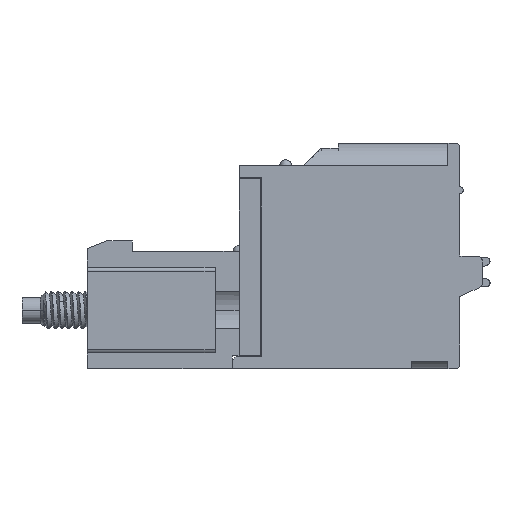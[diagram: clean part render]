
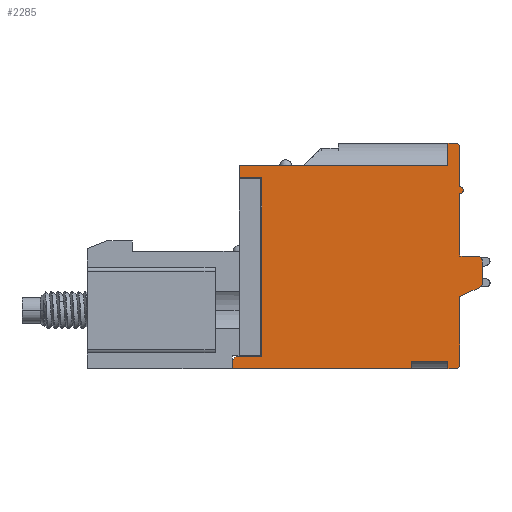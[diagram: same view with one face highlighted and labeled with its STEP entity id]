
A CAD part, left-side view. The second image highlights one B-rep face of the part: STEP entity #2285.
In plain terms, the highlighted planar face has unit normal (-1, 0, 0).
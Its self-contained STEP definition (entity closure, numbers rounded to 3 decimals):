
#2056=CARTESIAN_POINT('',(-15.54,17.84,-2.3));
#2057=VERTEX_POINT('',#2056);
#2065=CARTESIAN_POINT('',(-15.54,17.84,-14.2));
#2066=VERTEX_POINT('',#2065);
#2073=CARTESIAN_POINT('',(-15.54,17.84,-14.2));
#2074=DIRECTION('',(0.,0.,1.));
#2075=VECTOR('',#2074,11.9);
#2076=LINE('',#2073,#2075);
#2077=EDGE_CURVE('',#2066,#2057,#2076,.T.);
#2082=CARTESIAN_POINT('',(-15.54,3.14,-7.5));
#2083=DIRECTION('',(0.,-1.,0.));
#2084=DIRECTION('',(-1.,0.,0.));
#2085=AXIS2_PLACEMENT_3D('',#2082,#2084,#2083);
#2086=PLANE('',#2085);
#2087=CARTESIAN_POINT('',(-15.54,19.79,-15.));
#2088=VERTEX_POINT('',#2087);
#2089=CARTESIAN_POINT('',(-15.54,7.84,-15.));
#2090=VERTEX_POINT('',#2089);
#2091=CARTESIAN_POINT('',(-15.54,19.79,-15.));
#2092=DIRECTION('',(0.,-1.,0.));
#2093=VECTOR('',#2092,11.95);
#2094=LINE('',#2091,#2093);
#2095=EDGE_CURVE('',#2088,#2090,#2094,.T.);
#2096=ORIENTED_EDGE('',*,*,#2095,.T.);
#2097=CARTESIAN_POINT('',(-15.54,7.84,-14.5));
#2098=VERTEX_POINT('',#2097);
#2099=CARTESIAN_POINT('',(-15.54,7.84,-15.));
#2100=DIRECTION('',(0.,0.,1.));
#2101=VECTOR('',#2100,0.5);
#2102=LINE('',#2099,#2101);
#2103=EDGE_CURVE('',#2090,#2098,#2102,.T.);
#2104=ORIENTED_EDGE('',*,*,#2103,.T.);
#2105=CARTESIAN_POINT('',(-15.54,5.44,-14.5));
#2106=VERTEX_POINT('',#2105);
#2107=CARTESIAN_POINT('',(-15.54,7.84,-14.5));
#2108=DIRECTION('',(0.,-1.,0.));
#2109=VECTOR('',#2108,2.4);
#2110=LINE('',#2107,#2109);
#2111=EDGE_CURVE('',#2098,#2106,#2110,.T.);
#2112=ORIENTED_EDGE('',*,*,#2111,.T.);
#2113=CARTESIAN_POINT('',(-15.54,5.44,-15.));
#2114=VERTEX_POINT('',#2113);
#2115=CARTESIAN_POINT('',(-15.54,5.44,-14.5));
#2116=DIRECTION('',(0.,0.,-1.));
#2117=VECTOR('',#2116,0.5);
#2118=LINE('',#2115,#2117);
#2119=EDGE_CURVE('',#2106,#2114,#2118,.T.);
#2120=ORIENTED_EDGE('',*,*,#2119,.T.);
#2121=CARTESIAN_POINT('',(-15.54,4.94,-15.));
#2122=VERTEX_POINT('',#2121);
#2123=CARTESIAN_POINT('',(-15.54,5.44,-15.));
#2124=DIRECTION('',(0.,-1.,0.));
#2125=VECTOR('',#2124,0.5);
#2126=LINE('',#2123,#2125);
#2127=EDGE_CURVE('',#2114,#2122,#2126,.T.);
#2128=ORIENTED_EDGE('',*,*,#2127,.T.);
#2129=CARTESIAN_POINT('',(-15.54,4.64,-14.7));
#2130=VERTEX_POINT('',#2129);
#2131=CARTESIAN_POINT('',(-15.54,4.94,-14.7));
#2132=DIRECTION('',(0.,0.,-1.));
#2133=DIRECTION('',(-1.,0.,0.));
#2134=AXIS2_PLACEMENT_3D('',#2131,#2133,#2132);
#2135=CIRCLE('',#2134,0.3);
#2136=EDGE_CURVE('',#2122,#2130,#2135,.T.);
#2137=ORIENTED_EDGE('',*,*,#2136,.T.);
#2138=CARTESIAN_POINT('',(-15.54,4.64,-10.2));
#2139=VERTEX_POINT('',#2138);
#2140=CARTESIAN_POINT('',(-15.54,4.64,-14.7));
#2141=DIRECTION('',(0.,0.,1.));
#2142=VECTOR('',#2141,4.5);
#2143=LINE('',#2140,#2142);
#2144=EDGE_CURVE('',#2130,#2139,#2143,.T.);
#2145=ORIENTED_EDGE('',*,*,#2144,.T.);
#2146=CARTESIAN_POINT('',(-15.54,3.371,-9.608));
#2147=VERTEX_POINT('',#2146);
#2148=CARTESIAN_POINT('',(-15.54,4.64,-10.2));
#2149=DIRECTION('',(0.,-0.906,0.423));
#2150=VECTOR('',#2149,1.401);
#2151=LINE('',#2148,#2150);
#2152=EDGE_CURVE('',#2139,#2147,#2151,.T.);
#2153=ORIENTED_EDGE('',*,*,#2152,.T.);
#2154=CARTESIAN_POINT('',(-15.54,3.14,-9.245));
#2155=VERTEX_POINT('',#2154);
#2156=CARTESIAN_POINT('',(-15.54,3.54,-9.245));
#2157=DIRECTION('',(0.,-0.423,-0.906));
#2158=DIRECTION('',(-1.,0.,0.));
#2159=AXIS2_PLACEMENT_3D('',#2156,#2158,#2157);
#2160=CIRCLE('',#2159,0.4);
#2161=EDGE_CURVE('',#2147,#2155,#2160,.T.);
#2162=ORIENTED_EDGE('',*,*,#2161,.T.);
#2163=CARTESIAN_POINT('',(-15.54,3.14,-7.9));
#2164=VERTEX_POINT('',#2163);
#2165=CARTESIAN_POINT('',(-15.54,3.14,-9.245));
#2166=DIRECTION('',(0.,0.,1.));
#2167=VECTOR('',#2166,1.345);
#2168=LINE('',#2165,#2167);
#2169=EDGE_CURVE('',#2155,#2164,#2168,.T.);
#2170=ORIENTED_EDGE('',*,*,#2169,.T.);
#2171=CARTESIAN_POINT('',(-15.54,3.54,-7.5));
#2172=VERTEX_POINT('',#2171);
#2173=CARTESIAN_POINT('',(-15.54,3.54,-7.9));
#2174=DIRECTION('',(0.,-1.,0.));
#2175=DIRECTION('',(-1.,0.,0.));
#2176=AXIS2_PLACEMENT_3D('',#2173,#2175,#2174);
#2177=CIRCLE('',#2176,0.4);
#2178=EDGE_CURVE('',#2164,#2172,#2177,.T.);
#2179=ORIENTED_EDGE('',*,*,#2178,.T.);
#2180=CARTESIAN_POINT('',(-15.54,4.64,-7.5));
#2181=VERTEX_POINT('',#2180);
#2182=CARTESIAN_POINT('',(-15.54,3.54,-7.5));
#2183=DIRECTION('',(0.,1.,0.));
#2184=VECTOR('',#2183,1.1);
#2185=LINE('',#2182,#2184);
#2186=EDGE_CURVE('',#2172,#2181,#2185,.T.);
#2187=ORIENTED_EDGE('',*,*,#2186,.T.);
#2188=CARTESIAN_POINT('',(-15.54,4.64,-3.35));
#2189=VERTEX_POINT('',#2188);
#2190=CARTESIAN_POINT('',(-15.54,4.64,-7.5));
#2191=DIRECTION('',(0.,0.,1.));
#2192=VECTOR('',#2191,4.15);
#2193=LINE('',#2190,#2192);
#2194=EDGE_CURVE('',#2181,#2189,#2193,.T.);
#2195=ORIENTED_EDGE('',*,*,#2194,.T.);
#2196=CARTESIAN_POINT('',(-15.54,4.64,-2.9));
#2197=VERTEX_POINT('',#2196);
#2198=CARTESIAN_POINT('',(-15.54,4.64,-3.125));
#2199=DIRECTION('',(0.,0.,-1.));
#2200=DIRECTION('',(-1.,0.,0.));
#2201=AXIS2_PLACEMENT_3D('',#2198,#2200,#2199);
#2202=CIRCLE('',#2201,0.225);
#2203=EDGE_CURVE('',#2189,#2197,#2202,.T.);
#2204=ORIENTED_EDGE('',*,*,#2203,.T.);
#2205=CARTESIAN_POINT('',(-15.54,4.64,-0.3));
#2206=VERTEX_POINT('',#2205);
#2207=CARTESIAN_POINT('',(-15.54,4.64,-2.9));
#2208=DIRECTION('',(0.,0.,1.));
#2209=VECTOR('',#2208,2.6);
#2210=LINE('',#2207,#2209);
#2211=EDGE_CURVE('',#2197,#2206,#2210,.T.);
#2212=ORIENTED_EDGE('',*,*,#2211,.T.);
#2213=CARTESIAN_POINT('',(-15.54,4.94,0.));
#2214=VERTEX_POINT('',#2213);
#2215=CARTESIAN_POINT('',(-15.54,4.94,-0.3));
#2216=DIRECTION('',(0.,-1.,0.));
#2217=DIRECTION('',(-1.,0.,0.));
#2218=AXIS2_PLACEMENT_3D('',#2215,#2217,#2216);
#2219=CIRCLE('',#2218,0.3);
#2220=EDGE_CURVE('',#2206,#2214,#2219,.T.);
#2221=ORIENTED_EDGE('',*,*,#2220,.T.);
#2222=CARTESIAN_POINT('',(-15.54,5.44,0.));
#2223=VERTEX_POINT('',#2222);
#2224=CARTESIAN_POINT('',(-15.54,4.94,0.));
#2225=DIRECTION('',(0.,1.,0.));
#2226=VECTOR('',#2225,0.5);
#2227=LINE('',#2224,#2226);
#2228=EDGE_CURVE('',#2214,#2223,#2227,.T.);
#2229=ORIENTED_EDGE('',*,*,#2228,.T.);
#2230=CARTESIAN_POINT('',(-15.54,5.44,-1.5));
#2231=VERTEX_POINT('',#2230);
#2232=CARTESIAN_POINT('',(-15.54,5.44,0.));
#2233=DIRECTION('',(0.,0.,-1.));
#2234=VECTOR('',#2233,1.5);
#2235=LINE('',#2232,#2234);
#2236=EDGE_CURVE('',#2223,#2231,#2235,.T.);
#2237=ORIENTED_EDGE('',*,*,#2236,.T.);
#2238=CARTESIAN_POINT('',(-15.54,19.34,-1.5));
#2239=VERTEX_POINT('',#2238);
#2240=CARTESIAN_POINT('',(-15.54,19.34,-1.5));
#2241=DIRECTION('',(0.,-1.,0.));
#2242=VECTOR('',#2241,13.9);
#2243=LINE('',#2240,#2242);
#2244=EDGE_CURVE('',#2239,#2231,#2243,.T.);
#2245=ORIENTED_EDGE('',*,*,#2244,.F.);
#2246=CARTESIAN_POINT('',(-15.54,19.34,-2.3));
#2247=VERTEX_POINT('',#2246);
#2248=CARTESIAN_POINT('',(-15.54,19.34,-1.5));
#2249=DIRECTION('',(0.,0.,-1.));
#2250=VECTOR('',#2249,0.8);
#2251=LINE('',#2248,#2250);
#2252=EDGE_CURVE('',#2239,#2247,#2251,.T.);
#2253=ORIENTED_EDGE('',*,*,#2252,.T.);
#2254=CARTESIAN_POINT('',(-15.54,17.84,-2.3));
#2255=DIRECTION('',(0.,1.,0.));
#2256=VECTOR('',#2255,1.5);
#2257=LINE('',#2254,#2256);
#2258=EDGE_CURVE('',#2057,#2247,#2257,.T.);
#2259=ORIENTED_EDGE('',*,*,#2258,.F.);
#2260=ORIENTED_EDGE('',*,*,#2077,.F.);
#2261=CARTESIAN_POINT('',(-15.54,19.54,-14.2));
#2262=VERTEX_POINT('',#2261);
#2263=CARTESIAN_POINT('',(-15.54,17.84,-14.2));
#2264=DIRECTION('',(0.,1.,0.));
#2265=VECTOR('',#2264,1.7);
#2266=LINE('',#2263,#2265);
#2267=EDGE_CURVE('',#2066,#2262,#2266,.T.);
#2268=ORIENTED_EDGE('',*,*,#2267,.T.);
#2269=CARTESIAN_POINT('',(-15.54,19.79,-14.45));
#2270=VERTEX_POINT('',#2269);
#2271=CARTESIAN_POINT('',(-15.54,19.54,-14.2));
#2272=DIRECTION('',(0.,0.707,-0.707));
#2273=VECTOR('',#2272,0.354);
#2274=LINE('',#2271,#2273);
#2275=EDGE_CURVE('',#2262,#2270,#2274,.T.);
#2276=ORIENTED_EDGE('',*,*,#2275,.T.);
#2277=CARTESIAN_POINT('',(-15.54,19.79,-14.45));
#2278=DIRECTION('',(0.,0.,-1.));
#2279=VECTOR('',#2278,0.55);
#2280=LINE('',#2277,#2279);
#2281=EDGE_CURVE('',#2270,#2088,#2280,.T.);
#2282=ORIENTED_EDGE('',*,*,#2281,.T.);
#2283=EDGE_LOOP('',(#2096,#2104,#2112,#2120,#2128,#2137,#2145,#2153,#2162,#2170,#2179,#2187,#2195,#2204,#2212,#2221,#2229,#2237,#2245,#2253,#2259,#2260,#2268,#2276,#2282));
#2284=FACE_OUTER_BOUND('',#2283,.T.);
#2285=ADVANCED_FACE('',(#2284),#2086,.T.);
